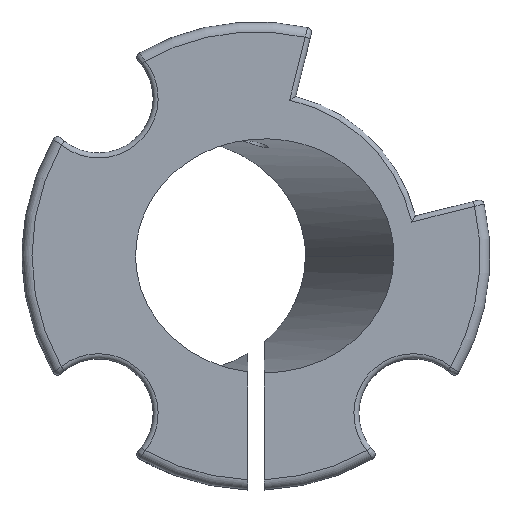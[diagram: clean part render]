
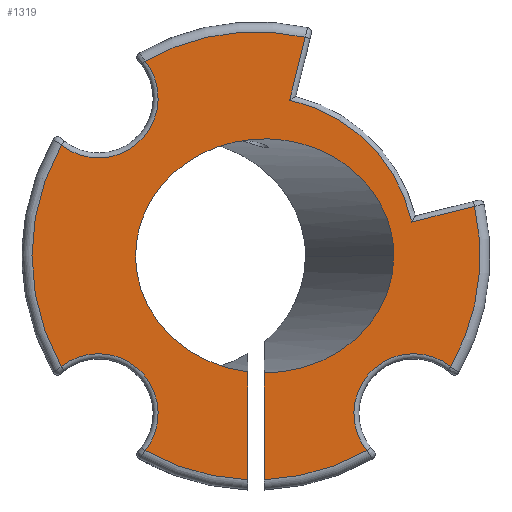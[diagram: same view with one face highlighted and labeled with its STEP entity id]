
A CAD part, top view. The second image highlights one B-rep face of the part: STEP entity #1319.
In plain terms, the highlighted planar face has unit normal (0, 0, 1).
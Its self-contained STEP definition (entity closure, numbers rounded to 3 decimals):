
#31=PLANE('',#1439);
#57=CIRCLE('',#1399,32.);
#69=CIRCLE('',#1420,12.);
#81=CIRCLE('',#1438,45.);
#82=CIRCLE('',#1440,45.);
#83=CIRCLE('',#1441,12.);
#84=CIRCLE('',#1442,45.);
#85=CIRCLE('',#1443,12.);
#86=CIRCLE('',#1444,45.);
#87=CIRCLE('',#1446,45.);
#187=FACE_OUTER_BOUND('',#270,.T.);
#270=EDGE_LOOP('',(#964,#965,#966,#967,#968,#969,#970,#971,#972,#973,#974,
#975,#976,#977,#978));
#389=ELLIPSE('',#1388,25.943,23.512);
#394=ELLIPSE('',#1445,25.943,23.512);
#402=LINE('',#2124,#455);
#412=LINE('',#2301,#465);
#420=LINE('',#2568,#473);
#421=LINE('',#2571,#474);
#455=VECTOR('',#1579,10.);
#465=VECTOR('',#1615,10.);
#473=VECTOR('',#1683,17.658);
#474=VECTOR('',#1686,17.658);
#505=VERTEX_POINT('',#1915);
#507=VERTEX_POINT('',#1918);
#523=VERTEX_POINT('',#2089);
#524=VERTEX_POINT('',#2104);
#526=VERTEX_POINT('',#2122);
#540=VERTEX_POINT('',#2288);
#541=VERTEX_POINT('',#2305);
#544=VERTEX_POINT('',#2310);
#562=VERTEX_POINT('',#2545);
#563=VERTEX_POINT('',#2558);
#564=VERTEX_POINT('',#2560);
#565=VERTEX_POINT('',#2562);
#566=VERTEX_POINT('',#2564);
#567=VERTEX_POINT('',#2566);
#568=VERTEX_POINT('',#2569);
#635=EDGE_CURVE('',#505,#507,#389,.F.);
#655=EDGE_CURVE('',#524,#523,#57,.T.);
#657=EDGE_CURVE('',#526,#524,#402,.T.);
#682=EDGE_CURVE('',#523,#540,#412,.T.);
#687=EDGE_CURVE('',#544,#541,#69,.T.);
#715=EDGE_CURVE('',#541,#562,#81,.T.);
#717=EDGE_CURVE('',#563,#526,#82,.T.);
#718=EDGE_CURVE('',#564,#563,#83,.T.);
#719=EDGE_CURVE('',#565,#564,#84,.T.);
#720=EDGE_CURVE('',#566,#565,#85,.T.);
#721=EDGE_CURVE('',#567,#566,#86,.T.);
#722=EDGE_CURVE('',#507,#567,#420,.T.);
#723=EDGE_CURVE('',#568,#505,#394,.F.);
#724=EDGE_CURVE('',#562,#568,#421,.T.);
#725=EDGE_CURVE('',#540,#544,#87,.T.);
#964=ORIENTED_EDGE('',*,*,#657,.F.);
#965=ORIENTED_EDGE('',*,*,#717,.F.);
#966=ORIENTED_EDGE('',*,*,#718,.F.);
#967=ORIENTED_EDGE('',*,*,#719,.F.);
#968=ORIENTED_EDGE('',*,*,#720,.F.);
#969=ORIENTED_EDGE('',*,*,#721,.F.);
#970=ORIENTED_EDGE('',*,*,#722,.F.);
#971=ORIENTED_EDGE('',*,*,#635,.F.);
#972=ORIENTED_EDGE('',*,*,#723,.F.);
#973=ORIENTED_EDGE('',*,*,#724,.F.);
#974=ORIENTED_EDGE('',*,*,#715,.F.);
#975=ORIENTED_EDGE('',*,*,#687,.F.);
#976=ORIENTED_EDGE('',*,*,#725,.F.);
#977=ORIENTED_EDGE('',*,*,#682,.F.);
#978=ORIENTED_EDGE('',*,*,#655,.F.);
#1319=ADVANCED_FACE('',(#187),#31,.T.);
#1388=AXIS2_PLACEMENT_3D('',#1919,#1549,#1550);
#1399=AXIS2_PLACEMENT_3D('',#2119,#1573,#1574);
#1420=AXIS2_PLACEMENT_3D('',#2312,#1627,#1628);
#1438=AXIS2_PLACEMENT_3D('',#2546,#1669,#1670);
#1439=AXIS2_PLACEMENT_3D('',#2557,#1671,#1672);
#1440=AXIS2_PLACEMENT_3D('',#2559,#1673,#1674);
#1441=AXIS2_PLACEMENT_3D('',#2561,#1675,#1676);
#1442=AXIS2_PLACEMENT_3D('',#2563,#1677,#1678);
#1443=AXIS2_PLACEMENT_3D('',#2565,#1679,#1680);
#1444=AXIS2_PLACEMENT_3D('',#2567,#1681,#1682);
#1445=AXIS2_PLACEMENT_3D('',#2570,#1684,#1685);
#1446=AXIS2_PLACEMENT_3D('',#2572,#1687,#1688);
#1549=DIRECTION('center_axis',(0.,0.,-1.));
#1550=DIRECTION('ref_axis',(-1.,0.,0.));
#1573=DIRECTION('center_axis',(0.,0.,-1.));
#1574=DIRECTION('ref_axis',(0.707,0.708,0.));
#1579=DIRECTION('',(-0.241,-0.97,0.));
#1615=DIRECTION('',(0.97,0.243,0.));
#1627=DIRECTION('center_axis',(0.,0.,1.));
#1628=DIRECTION('ref_axis',(-0.707,0.707,0.));
#1669=DIRECTION('center_axis',(0.,0.,-1.));
#1670=DIRECTION('ref_axis',(0.288,-0.958,0.));
#1671=DIRECTION('center_axis',(0.,0.,1.));
#1672=DIRECTION('ref_axis',(1.,0.,0.));
#1673=DIRECTION('center_axis',(0.,0.,-1.));
#1674=DIRECTION('ref_axis',(-0.153,0.988,0.));
#1675=DIRECTION('center_axis',(0.,0.,1.));
#1676=DIRECTION('ref_axis',(0.707,-0.707,0.));
#1677=DIRECTION('center_axis',(0.,0.,-1.));
#1678=DIRECTION('ref_axis',(-1.,0.,0.));
#1679=DIRECTION('center_axis',(0.,0.,1.));
#1680=DIRECTION('ref_axis',(0.707,0.707,0.));
#1681=DIRECTION('center_axis',(0.,0.,-1.));
#1682=DIRECTION('ref_axis',(-0.288,-0.958,0.));
#1683=DIRECTION('',(0.,-1.,0.));
#1684=DIRECTION('center_axis',(0.,0.,-1.));
#1685=DIRECTION('ref_axis',(-1.,0.,0.));
#1686=DIRECTION('',(0.,1.,0.));
#1687=DIRECTION('center_axis',(0.,0.,-1.));
#1688=DIRECTION('ref_axis',(0.988,-0.152,0.));
#1915=CARTESIAN_POINT('',(27.696,0.,38.1));
#1918=CARTESIAN_POINT('',(-1.651,-23.309,38.1));
#1919=CARTESIAN_POINT('Origin',(1.753,0.,38.1));
#2089=CARTESIAN_POINT('',(31.272,6.787,38.1));
#2104=CARTESIAN_POINT('',(6.748,31.28,38.1));
#2119=CARTESIAN_POINT('Origin',(0.,0.,38.1));
#2122=CARTESIAN_POINT('',(9.886,43.901,38.1));
#2124=CARTESIAN_POINT('',(4.999,24.249,38.1));
#2288=CARTESIAN_POINT('',(43.888,9.941,38.1));
#2301=CARTESIAN_POINT('',(16.25,3.032,38.1));
#2305=CARTESIAN_POINT('',(22.254,-39.112,38.1));
#2310=CARTESIAN_POINT('',(39.112,-22.254,38.1));
#2312=CARTESIAN_POINT('Origin',(31.655,-31.655,38.1));
#2545=CARTESIAN_POINT('',(1.651,-44.97,38.1));
#2546=CARTESIAN_POINT('Origin',(0.,0.,38.1));
#2557=CARTESIAN_POINT('Origin',(0.,0.,38.1));
#2558=CARTESIAN_POINT('',(-22.254,39.112,38.1));
#2559=CARTESIAN_POINT('Origin',(0.,0.,38.1));
#2560=CARTESIAN_POINT('',(-39.112,22.254,38.1));
#2561=CARTESIAN_POINT('Origin',(-31.655,31.655,38.1));
#2562=CARTESIAN_POINT('',(-39.112,-22.254,38.1));
#2563=CARTESIAN_POINT('Origin',(0.,0.,38.1));
#2564=CARTESIAN_POINT('',(-22.254,-39.112,38.1));
#2565=CARTESIAN_POINT('Origin',(-31.655,-31.655,38.1));
#2566=CARTESIAN_POINT('',(-1.651,-44.97,38.1));
#2567=CARTESIAN_POINT('Origin',(0.,0.,38.1));
#2568=CARTESIAN_POINT('',(-1.651,-27.079,38.1));
#2569=CARTESIAN_POINT('',(1.651,-23.512,38.1));
#2570=CARTESIAN_POINT('Origin',(1.753,0.,38.1));
#2571=CARTESIAN_POINT('',(1.651,-44.737,38.1));
#2572=CARTESIAN_POINT('Origin',(0.,0.,38.1));
